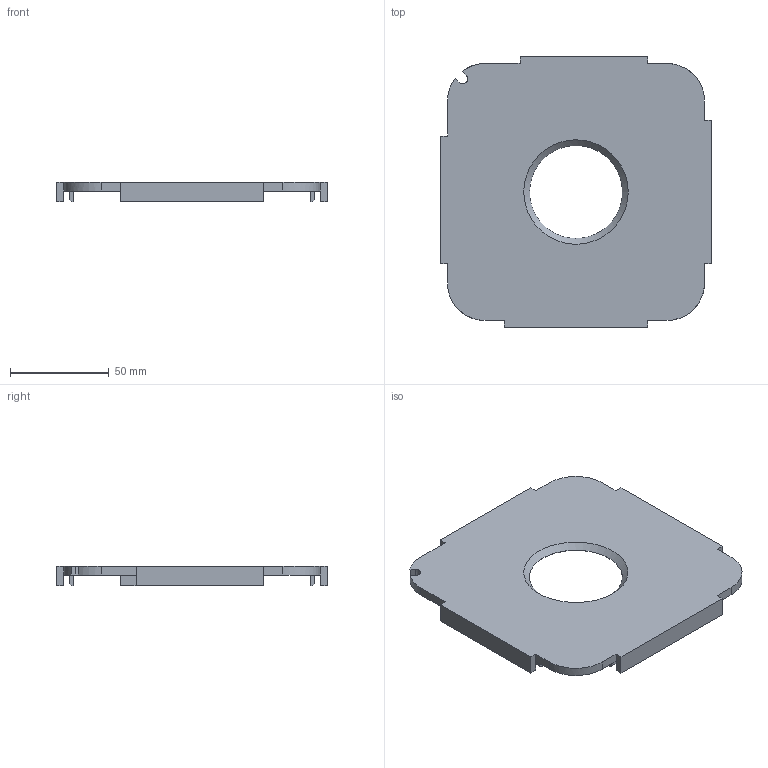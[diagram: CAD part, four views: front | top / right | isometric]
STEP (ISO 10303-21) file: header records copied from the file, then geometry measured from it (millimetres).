
FILE_DESCRIPTION( ('This file contains a STEP AP42 implementation' ,'as created by ZW3D STEP Interface translator.') ,'2;1' );
FILE_NAME( 'face-sup.step' ,'18 3 1.111812', (''), ('ZWCAD Software Co.'), 'Version 1.0', 'ZW3D to STEP translator', '' );
FILE_SCHEMA( ('CONFIG_CONTROL_DESIGN') );
Length unit declared in the file: millimetre
Products named in the file (1): 0
Bounding box: 137 x 137 x 10 mm (x, y, z)
Volume: 40099 mm3; surface area: 42703 mm2
Topology: 1 solids, 1 shells, 138 faces, 398 edges, 263 vertices
Faces by surface type: bspline 138
Entity records: 4327 total; most frequent: CARTESIAN_POINT 1808, ORIENTED_EDGE 796, EDGE_CURVE 398, B_SPLINE_CURVE_WITH_KNOTS 352, VERTEX_POINT 263, EDGE_LOOP 141, FACE_OUTER_BOUND 138, ADVANCED_FACE 138
